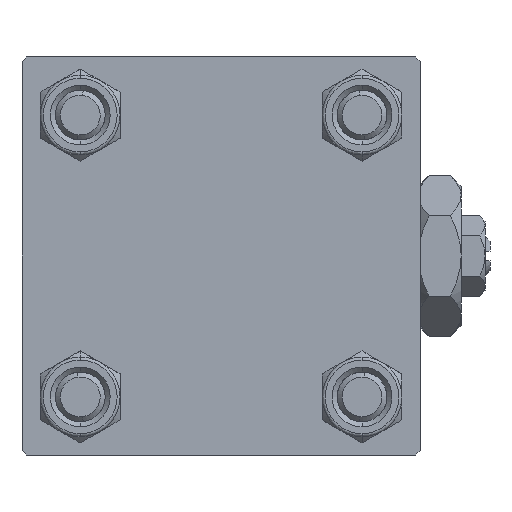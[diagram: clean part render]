
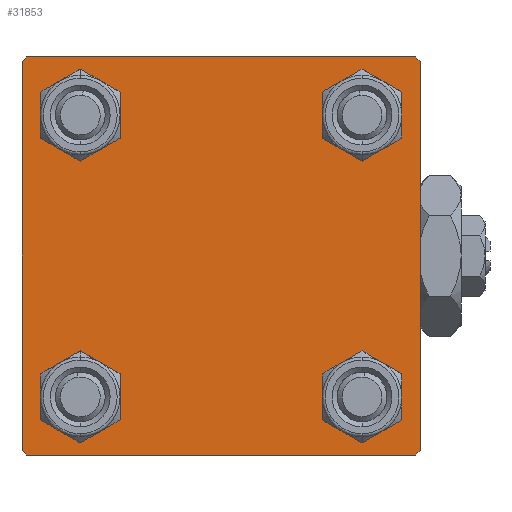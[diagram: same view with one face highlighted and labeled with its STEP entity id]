
A CAD part, left-side view. The second image highlights one B-rep face of the part: STEP entity #31853.
In plain terms, the highlighted planar face has unit normal (-1, 0, 0).
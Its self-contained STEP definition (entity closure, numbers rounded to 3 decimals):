
#8 = CARTESIAN_POINT ( 'NONE',  ( 0., 20., 19.5 ) ) ;
#247 = CARTESIAN_POINT ( 'NONE',  ( 0., 14.15, -17.15 ) ) ;
#438 = VERTEX_POINT ( 'NONE', #247 ) ;
#479 = DIRECTION ( 'NONE',  ( 0., 0., 1. ) ) ;
#484 = EDGE_LOOP ( 'NONE', ( #19522, #33667 ) ) ;
#698 = ORIENTED_EDGE ( 'NONE', *, *, #47086, .T. ) ;
#1403 = CARTESIAN_POINT ( 'NONE',  ( 0., -20., -19.5 ) ) ;
#1889 = LINE ( 'NONE', #18420, #33322 ) ;
#1955 = CARTESIAN_POINT ( 'NONE',  ( 0., -20., 19.5 ) ) ;
#2626 = ORIENTED_EDGE ( 'NONE', *, *, #39072, .F. ) ;
#3317 = EDGE_CURVE ( 'NONE', #43006, #51926, #53165, .T. ) ;
#4081 = CARTESIAN_POINT ( 'NONE',  ( 0., -14.15, 11.15 ) ) ;
#4716 = VERTEX_POINT ( 'NONE', #34884 ) ;
#5149 = AXIS2_PLACEMENT_3D ( 'NONE', #22598, #42916, #25568 ) ;
#5712 = LINE ( 'NONE', #47134, #33461 ) ;
#5773 = VERTEX_POINT ( 'NONE', #14021 ) ;
#6124 = LINE ( 'NONE', #10196, #45613 ) ;
#6238 = AXIS2_PLACEMENT_3D ( 'NONE', #47092, #47361, #43043 ) ;
#6484 = EDGE_LOOP ( 'NONE', ( #53064, #25409, #23295, #26743, #50925, #48814, #2626, #27689 ) ) ;
#6984 = VERTEX_POINT ( 'NONE', #48313 ) ;
#7413 = CARTESIAN_POINT ( 'NONE',  ( 0., 19.75, -19.75 ) ) ;
#7515 = EDGE_LOOP ( 'NONE', ( #14393, #14987 ) ) ;
#7675 = VERTEX_POINT ( 'NONE', #1403 ) ;
#8003 = AXIS2_PLACEMENT_3D ( 'NONE', #32258, #28458, #48777 ) ;
#8242 = CARTESIAN_POINT ( 'NONE',  ( 0., -19.75, 19.75 ) ) ;
#8588 = CARTESIAN_POINT ( 'NONE',  ( 0., -19.75, -19.75 ) ) ;
#8891 = DIRECTION ( 'NONE',  ( 1., 0., 0. ) ) ;
#9156 = VECTOR ( 'NONE', #13630, 1000. ) ;
#9710 = FACE_BOUND ( 'NONE', #484, .T. ) ;
#10058 = DIRECTION ( 'NONE',  ( 0., -1., 0. ) ) ;
#10196 = CARTESIAN_POINT ( 'NONE',  ( 0., -20., 20. ) ) ;
#10949 = CARTESIAN_POINT ( 'NONE',  ( 0., -14.15, -14.15 ) ) ;
#11379 = CARTESIAN_POINT ( 'NONE',  ( 0., 20., 20. ) ) ;
#12911 = DIRECTION ( 'NONE',  ( 0., -0.707, 0.707 ) ) ;
#13306 = EDGE_CURVE ( 'NONE', #438, #4716, #19254, .T. ) ;
#13479 = VERTEX_POINT ( 'NONE', #13828 ) ;
#13630 = DIRECTION ( 'NONE',  ( 0., 0.707, 0.707 ) ) ;
#13828 = CARTESIAN_POINT ( 'NONE',  ( 0., -19.5, -20. ) ) ;
#14021 = CARTESIAN_POINT ( 'NONE',  ( 0., 14.15, 11.15 ) ) ;
#14393 = ORIENTED_EDGE ( 'NONE', *, *, #43362, .T. ) ;
#14987 = ORIENTED_EDGE ( 'NONE', *, *, #13306, .T. ) ;
#15218 = EDGE_CURVE ( 'NONE', #6984, #43731, #28009, .T. ) ;
#15440 = DIRECTION ( 'NONE',  ( 0., -1., 0. ) ) ;
#16176 = LINE ( 'NONE', #8588, #32657 ) ;
#16867 = CARTESIAN_POINT ( 'NONE',  ( 0., 19.5, -20. ) ) ;
#17557 = DIRECTION ( 'NONE',  ( 0., 0., 1. ) ) ;
#17701 = CIRCLE ( 'NONE', #36695, 3. ) ;
#17810 = EDGE_CURVE ( 'NONE', #23889, #26468, #49646, .T. ) ;
#17825 = CARTESIAN_POINT ( 'NONE',  ( 0., 20., -19.5 ) ) ;
#18342 = CARTESIAN_POINT ( 'NONE',  ( 0., 14.15, 17.15 ) ) ;
#18420 = CARTESIAN_POINT ( 'NONE',  ( 0., 20., 20. ) ) ;
#19254 = CIRCLE ( 'NONE', #8003, 3. ) ;
#19490 = LINE ( 'NONE', #11379, #32075 ) ;
#19522 = ORIENTED_EDGE ( 'NONE', *, *, #35449, .T. ) ;
#20532 = CARTESIAN_POINT ( 'NONE',  ( 0., 14.15, 14.15 ) ) ;
#21079 = FACE_BOUND ( 'NONE', #51381, .T. ) ;
#21877 = DIRECTION ( 'NONE',  ( -1., 0., 0. ) ) ;
#22138 = FACE_BOUND ( 'NONE', #7515, .T. ) ;
#22221 = DIRECTION ( 'NONE',  ( 1., 0., 0. ) ) ;
#22598 = CARTESIAN_POINT ( 'NONE',  ( 0., -14.15, 14.15 ) ) ;
#22664 = CIRCLE ( 'NONE', #38099, 3. ) ;
#22847 = DIRECTION ( 'NONE',  ( 1., 0., 0. ) ) ;
#23025 = EDGE_LOOP ( 'NONE', ( #45861, #698 ) ) ;
#23163 = DIRECTION ( 'NONE',  ( 0., 0., -1. ) ) ;
#23295 = ORIENTED_EDGE ( 'NONE', *, *, #25454, .T. ) ;
#23889 = VERTEX_POINT ( 'NONE', #1955 ) ;
#24208 = CARTESIAN_POINT ( 'NONE',  ( 0., 19.75, 19.75 ) ) ;
#24542 = VERTEX_POINT ( 'NONE', #33861 ) ;
#25370 = DIRECTION ( 'NONE',  ( 0., 0., 1. ) ) ;
#25409 = ORIENTED_EDGE ( 'NONE', *, *, #3317, .T. ) ;
#25454 = EDGE_CURVE ( 'NONE', #51926, #13479, #5712, .T. ) ;
#25568 = DIRECTION ( 'NONE',  ( 0., 0., 1. ) ) ;
#26360 = EDGE_CURVE ( 'NONE', #23889, #7675, #6124, .T. ) ;
#26410 = CIRCLE ( 'NONE', #52376, 3. ) ;
#26468 = VERTEX_POINT ( 'NONE', #31549 ) ;
#26743 = ORIENTED_EDGE ( 'NONE', *, *, #27468, .T. ) ;
#27415 = VERTEX_POINT ( 'NONE', #32655 ) ;
#27468 = EDGE_CURVE ( 'NONE', #13479, #7675, #16176, .T. ) ;
#27689 = ORIENTED_EDGE ( 'NONE', *, *, #15218, .T. ) ;
#28009 = LINE ( 'NONE', #24208, #49648 ) ;
#28458 = DIRECTION ( 'NONE',  ( 1., 0., 0. ) ) ;
#28642 = AXIS2_PLACEMENT_3D ( 'NONE', #51205, #22221, #38730 ) ;
#29978 = FACE_OUTER_BOUND ( 'NONE', #6484, .T. ) ;
#30255 = CARTESIAN_POINT ( 'NONE',  ( 0., 0., 0. ) ) ;
#31065 = CIRCLE ( 'NONE', #5149, 3. ) ;
#31069 = EDGE_CURVE ( 'NONE', #24542, #53090, #31065, .T. ) ;
#31549 = CARTESIAN_POINT ( 'NONE',  ( 0., -19.5, 20. ) ) ;
#31557 = AXIS2_PLACEMENT_3D ( 'NONE', #33608, #49342, #37153 ) ;
#31853 = ADVANCED_FACE ( 'NONE', ( #34305, #21079, #22138, #9710, #29978 ), #38109, .T. ) ;
#32075 = VECTOR ( 'NONE', #15440, 1000. ) ;
#32258 = CARTESIAN_POINT ( 'NONE',  ( 0., 14.15, -14.15 ) ) ;
#32655 = CARTESIAN_POINT ( 'NONE',  ( 0., -14.15, -11.15 ) ) ;
#32657 = VECTOR ( 'NONE', #12911, 1000. ) ;
#32825 = DIRECTION ( 'NONE',  ( 0., -0.707, -0.707 ) ) ;
#33229 = CARTESIAN_POINT ( 'NONE',  ( 0., -14.15, 14.15 ) ) ;
#33322 = VECTOR ( 'NONE', #43318, 1000. ) ;
#33461 = VECTOR ( 'NONE', #10058, 1000. ) ;
#33608 = CARTESIAN_POINT ( 'NONE',  ( 0., 14.15, -14.15 ) ) ;
#33667 = ORIENTED_EDGE ( 'NONE', *, *, #44900, .T. ) ;
#33861 = CARTESIAN_POINT ( 'NONE',  ( 0., -14.15, 17.15 ) ) ;
#34046 = ORIENTED_EDGE ( 'NONE', *, *, #37714, .T. ) ;
#34305 = FACE_BOUND ( 'NONE', #23025, .T. ) ;
#34402 = VERTEX_POINT ( 'NONE', #18342 ) ;
#34884 = CARTESIAN_POINT ( 'NONE',  ( 0., 14.15, -11.15 ) ) ;
#35449 = EDGE_CURVE ( 'NONE', #34402, #5773, #44235, .T. ) ;
#36695 = AXIS2_PLACEMENT_3D ( 'NONE', #20532, #8891, #25370 ) ;
#37153 = DIRECTION ( 'NONE',  ( 0., 0., 1. ) ) ;
#37714 = EDGE_CURVE ( 'NONE', #53601, #27415, #22664, .T. ) ;
#38099 = AXIS2_PLACEMENT_3D ( 'NONE', #10949, #22847, #52100 ) ;
#38109 = PLANE ( 'NONE',  #45805 ) ;
#38730 = DIRECTION ( 'NONE',  ( 0., 0., 1. ) ) ;
#39072 = EDGE_CURVE ( 'NONE', #6984, #26468, #19490, .T. ) ;
#40673 = EDGE_CURVE ( 'NONE', #27415, #53601, #44273, .T. ) ;
#41652 = CARTESIAN_POINT ( 'NONE',  ( 0., -14.15, -17.15 ) ) ;
#42916 = DIRECTION ( 'NONE',  ( 1., 0., 0. ) ) ;
#43006 = VERTEX_POINT ( 'NONE', #17825 ) ;
#43043 = DIRECTION ( 'NONE',  ( 0., 0., 1. ) ) ;
#43318 = DIRECTION ( 'NONE',  ( 0., 0., -1. ) ) ;
#43362 = EDGE_CURVE ( 'NONE', #4716, #438, #45285, .T. ) ;
#43731 = VERTEX_POINT ( 'NONE', #8 ) ;
#44235 = CIRCLE ( 'NONE', #28642, 3. ) ;
#44273 = CIRCLE ( 'NONE', #6238, 3. ) ;
#44900 = EDGE_CURVE ( 'NONE', #5773, #34402, #17701, .T. ) ;
#45285 = CIRCLE ( 'NONE', #31557, 3. ) ;
#45613 = VECTOR ( 'NONE', #23163, 1000. ) ;
#45703 = DIRECTION ( 'NONE',  ( 1., 0., 0. ) ) ;
#45805 = AXIS2_PLACEMENT_3D ( 'NONE', #30255, #21877, #17557 ) ;
#45861 = ORIENTED_EDGE ( 'NONE', *, *, #31069, .T. ) ;
#46957 = EDGE_CURVE ( 'NONE', #43731, #43006, #1889, .T. ) ;
#47086 = EDGE_CURVE ( 'NONE', #53090, #24542, #26410, .T. ) ;
#47092 = CARTESIAN_POINT ( 'NONE',  ( 0., -14.15, -14.15 ) ) ;
#47134 = CARTESIAN_POINT ( 'NONE',  ( 0., 20., -20. ) ) ;
#47361 = DIRECTION ( 'NONE',  ( 1., 0., 0. ) ) ;
#48313 = CARTESIAN_POINT ( 'NONE',  ( 0., 19.5, 20. ) ) ;
#48777 = DIRECTION ( 'NONE',  ( 0., 0., 1. ) ) ;
#48814 = ORIENTED_EDGE ( 'NONE', *, *, #17810, .T. ) ;
#49342 = DIRECTION ( 'NONE',  ( 1., 0., 0. ) ) ;
#49646 = LINE ( 'NONE', #8242, #9156 ) ;
#49648 = VECTOR ( 'NONE', #52940, 1000. ) ;
#50900 = ORIENTED_EDGE ( 'NONE', *, *, #40673, .T. ) ;
#50925 = ORIENTED_EDGE ( 'NONE', *, *, #26360, .F. ) ;
#51205 = CARTESIAN_POINT ( 'NONE',  ( 0., 14.15, 14.15 ) ) ;
#51381 = EDGE_LOOP ( 'NONE', ( #50900, #34046 ) ) ;
#51926 = VERTEX_POINT ( 'NONE', #16867 ) ;
#52100 = DIRECTION ( 'NONE',  ( 0., 0., 1. ) ) ;
#52376 = AXIS2_PLACEMENT_3D ( 'NONE', #33229, #45703, #479 ) ;
#52690 = VECTOR ( 'NONE', #32825, 1000. ) ;
#52940 = DIRECTION ( 'NONE',  ( 0., 0.707, -0.707 ) ) ;
#53064 = ORIENTED_EDGE ( 'NONE', *, *, #46957, .T. ) ;
#53090 = VERTEX_POINT ( 'NONE', #4081 ) ;
#53165 = LINE ( 'NONE', #7413, #52690 ) ;
#53601 = VERTEX_POINT ( 'NONE', #41652 ) ;
